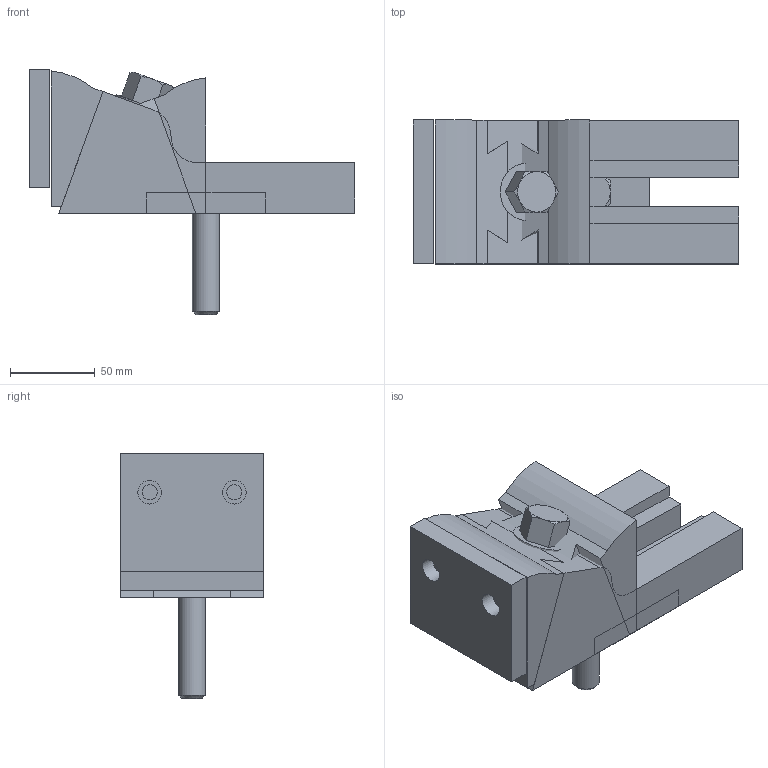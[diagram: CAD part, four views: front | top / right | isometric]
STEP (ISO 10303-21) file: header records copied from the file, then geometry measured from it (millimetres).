
FILE_DESCRIPTION( ( 'Unknown' ), '1' );
FILE_NAME( 'CP23-16195.stp', 'Unknown', ( 'Unknown' ), ( 'Unknown' ), 'XStep 1.0', 'Unknown', ' ' );
FILE_SCHEMA( ( 'CONFIG_CONTROL_DESIGN' ) );
Length unit declared in the file: millimetre
Products named in the file (5): Assem1; 1; 2; 3; 4
Bounding box: 192.53 x 85 x 145.09 mm (x, y, z)
Volume: 1459970.3 mm3; surface area: 205090.5 mm2
Topology: 8 solids, 8 shells, 130 faces, 308 edges, 202 vertices
Faces by surface type: plane 94, cylinder 22, cone 14
Full cylindrical faces by diameter (mm): 9 x4, 14 x4, 16 x2, 34 x2
Entity records: 2138 total; most frequent: CARTESIAN_POINT 435, DIRECTION 302, ORIENTED_EDGE 290, EDGE_CURVE 145, LINE 102, VECTOR 102, AXIS2_PLACEMENT_3D 100, VERTEX_POINT 99
